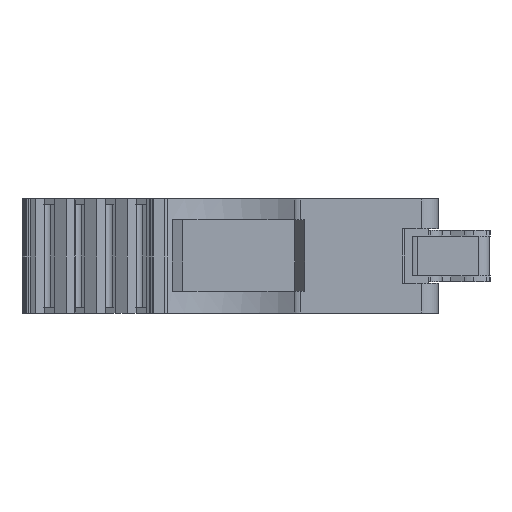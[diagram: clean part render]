
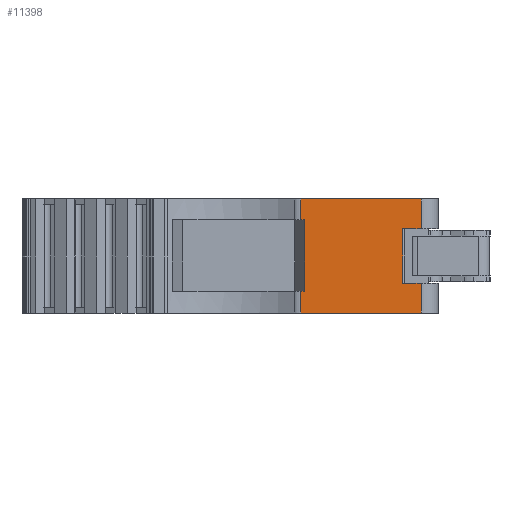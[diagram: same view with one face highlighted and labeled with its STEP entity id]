
A CAD part, left-side view. The second image highlights one B-rep face of the part: STEP entity #11398.
In plain terms, the highlighted planar face has unit normal (-1, 0, 0).
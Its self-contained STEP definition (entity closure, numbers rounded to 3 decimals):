
#138 = CARTESIAN_POINT ( 'NONE',  ( -21., 7.636, 10. ) ) ;
#329 = LINE ( 'NONE', #2270, #9851 ) ;
#398 = LINE ( 'NONE', #9086, #3297 ) ;
#1037 = LINE ( 'NONE', #6896, #10953 ) ;
#1044 = VECTOR ( 'NONE', #13030, 1000. ) ;
#1257 = VECTOR ( 'NONE', #14800, 1000. ) ;
#1261 = DIRECTION ( 'NONE',  ( 0., 0., 1. ) ) ;
#1324 = EDGE_CURVE ( 'NONE', #5789, #2362, #329, .T. ) ;
#1458 = ORIENTED_EDGE ( 'NONE', *, *, #16058, .F. ) ;
#1572 = DIRECTION ( 'NONE',  ( 0., 1., 0. ) ) ;
#1650 = CARTESIAN_POINT ( 'NONE',  ( -21., 7.636, 0. ) ) ;
#1732 = DIRECTION ( 'NONE',  ( 0., 0., -1. ) ) ;
#1877 = CARTESIAN_POINT ( 'NONE',  ( -21., 7.636, 5. ) ) ;
#2270 = CARTESIAN_POINT ( 'NONE',  ( -21., 7.288, 1.9 ) ) ;
#2362 = VERTEX_POINT ( 'NONE', #15732 ) ;
#2400 = VECTOR ( 'NONE', #1572, 1000. ) ;
#2405 = DIRECTION ( 'NONE',  ( 0., 1., 0. ) ) ;
#2774 = EDGE_CURVE ( 'NONE', #13946, #6323, #10857, .T. ) ;
#3176 = ORIENTED_EDGE ( 'NONE', *, *, #3654, .T. ) ;
#3297 = VECTOR ( 'NONE', #11345, 1000. ) ;
#3654 = EDGE_CURVE ( 'NONE', #12545, #12721, #9280, .T. ) ;
#3852 = LINE ( 'NONE', #12742, #7181 ) ;
#4628 = VECTOR ( 'NONE', #9534, 1000. ) ;
#4653 = CARTESIAN_POINT ( 'NONE',  ( -21., 7.636, 10. ) ) ;
#4897 = VECTOR ( 'NONE', #14367, 1000. ) ;
#4941 = ORIENTED_EDGE ( 'NONE', *, *, #7686, .F. ) ;
#5391 = CARTESIAN_POINT ( 'NONE',  ( -21., -2.938, 10. ) ) ;
#5419 = ORIENTED_EDGE ( 'NONE', *, *, #5796, .F. ) ;
#5699 = LINE ( 'NONE', #7925, #2400 ) ;
#5783 = CARTESIAN_POINT ( 'NONE',  ( -21., -2.938, 2.6 ) ) ;
#5789 = VERTEX_POINT ( 'NONE', #12030 ) ;
#5796 = EDGE_CURVE ( 'NONE', #5789, #14383, #14131, .T. ) ;
#6086 = EDGE_CURVE ( 'NONE', #15476, #6323, #10586, .T. ) ;
#6323 = VERTEX_POINT ( 'NONE', #4653 ) ;
#6362 = EDGE_CURVE ( 'NONE', #16023, #15476, #8225, .T. ) ;
#6405 = EDGE_CURVE ( 'NONE', #2362, #12545, #7837, .T. ) ;
#6455 = CARTESIAN_POINT ( 'NONE',  ( -21., -2.938, 5. ) ) ;
#6463 = DIRECTION ( 'NONE',  ( 0., -1., 0. ) ) ;
#6806 = PLANE ( 'NONE',  #12484 ) ;
#6896 = CARTESIAN_POINT ( 'NONE',  ( -21., -2.938, 5. ) ) ;
#7042 = CARTESIAN_POINT ( 'NONE',  ( -21., 7.288, 8.2 ) ) ;
#7106 = ORIENTED_EDGE ( 'NONE', *, *, #6405, .T. ) ;
#7181 = VECTOR ( 'NONE', #14386, 1000. ) ;
#7195 = EDGE_CURVE ( 'NONE', #16023, #11444, #398, .T. ) ;
#7423 = CARTESIAN_POINT ( 'NONE',  ( -21., -1.302, 2.6 ) ) ;
#7445 = VECTOR ( 'NONE', #9163, 1000. ) ;
#7503 = EDGE_LOOP ( 'NONE', ( #4941, #5419, #13211, #7106, #3176, #1458, #15343, #10463, #8735, #12205, #11452, #8222 ) ) ;
#7686 = EDGE_CURVE ( 'NONE', #14383, #13946, #5699, .T. ) ;
#7837 = LINE ( 'NONE', #11675, #7445 ) ;
#7925 = CARTESIAN_POINT ( 'NONE',  ( -21., 7.288, 8.2 ) ) ;
#8222 = ORIENTED_EDGE ( 'NONE', *, *, #2774, .F. ) ;
#8225 = LINE ( 'NONE', #6455, #4897 ) ;
#8735 = ORIENTED_EDGE ( 'NONE', *, *, #7195, .F. ) ;
#8859 = VECTOR ( 'NONE', #6463, 1000. ) ;
#9086 = CARTESIAN_POINT ( 'NONE',  ( -21., -1.302, 7.4 ) ) ;
#9158 = VERTEX_POINT ( 'NONE', #7423 ) ;
#9163 = DIRECTION ( 'NONE',  ( 0., 0., -1. ) ) ;
#9225 = CARTESIAN_POINT ( 'NONE',  ( -21., -2.938, 0. ) ) ;
#9280 = LINE ( 'NONE', #12869, #8859 ) ;
#9386 = VERTEX_POINT ( 'NONE', #5783 ) ;
#9534 = DIRECTION ( 'NONE',  ( 0., 0., 1. ) ) ;
#9682 = CARTESIAN_POINT ( 'NONE',  ( -21., 7.636, 8.1 ) ) ;
#9851 = VECTOR ( 'NONE', #12560, 1000. ) ;
#9974 = DIRECTION ( 'NONE',  ( 1., 0., 0. ) ) ;
#10463 = ORIENTED_EDGE ( 'NONE', *, *, #13845, .T. ) ;
#10586 = LINE ( 'NONE', #138, #1044 ) ;
#10857 = LINE ( 'NONE', #9682, #4628 ) ;
#10953 = VECTOR ( 'NONE', #1732, 1000. ) ;
#11345 = DIRECTION ( 'NONE',  ( 0., 1., 0. ) ) ;
#11398 = ADVANCED_FACE ( 'NONE', ( #13201 ), #6806, .F. ) ;
#11444 = VERTEX_POINT ( 'NONE', #11680 ) ;
#11452 = ORIENTED_EDGE ( 'NONE', *, *, #6086, .T. ) ;
#11675 = CARTESIAN_POINT ( 'NONE',  ( -21., 7.636, 5. ) ) ;
#11680 = CARTESIAN_POINT ( 'NONE',  ( -21., -1.302, 7.4 ) ) ;
#11724 = LINE ( 'NONE', #13544, #14276 ) ;
#12030 = CARTESIAN_POINT ( 'NONE',  ( -21., 7.288, 1.9 ) ) ;
#12205 = ORIENTED_EDGE ( 'NONE', *, *, #6362, .T. ) ;
#12484 = AXIS2_PLACEMENT_3D ( 'NONE', #1877, #9974, #2405 ) ;
#12545 = VERTEX_POINT ( 'NONE', #1650 ) ;
#12560 = DIRECTION ( 'NONE',  ( 0., 1., 0. ) ) ;
#12721 = VERTEX_POINT ( 'NONE', #9225 ) ;
#12742 = CARTESIAN_POINT ( 'NONE',  ( -21., -1.302, 2.6 ) ) ;
#12869 = CARTESIAN_POINT ( 'NONE',  ( -21., 7.636, 0. ) ) ;
#12975 = CARTESIAN_POINT ( 'NONE',  ( -21., 7.288, -10.723 ) ) ;
#13030 = DIRECTION ( 'NONE',  ( 0., 1., 0. ) ) ;
#13201 = FACE_OUTER_BOUND ( 'NONE', #7503, .T. ) ;
#13211 = ORIENTED_EDGE ( 'NONE', *, *, #1324, .T. ) ;
#13544 = CARTESIAN_POINT ( 'NONE',  ( -21., -1.302, 2.6 ) ) ;
#13845 = EDGE_CURVE ( 'NONE', #9158, #11444, #11724, .T. ) ;
#13946 = VERTEX_POINT ( 'NONE', #15666 ) ;
#14131 = LINE ( 'NONE', #12975, #1257 ) ;
#14276 = VECTOR ( 'NONE', #1261, 1000. ) ;
#14367 = DIRECTION ( 'NONE',  ( 0., 0., 1. ) ) ;
#14383 = VERTEX_POINT ( 'NONE', #7042 ) ;
#14386 = DIRECTION ( 'NONE',  ( 0., -1., 0. ) ) ;
#14800 = DIRECTION ( 'NONE',  ( 0., 0., 1. ) ) ;
#14913 = EDGE_CURVE ( 'NONE', #9158, #9386, #3852, .T. ) ;
#15007 = CARTESIAN_POINT ( 'NONE',  ( -21., -2.938, 7.4 ) ) ;
#15343 = ORIENTED_EDGE ( 'NONE', *, *, #14913, .F. ) ;
#15476 = VERTEX_POINT ( 'NONE', #5391 ) ;
#15666 = CARTESIAN_POINT ( 'NONE',  ( -21., 7.636, 8.2 ) ) ;
#15732 = CARTESIAN_POINT ( 'NONE',  ( -21., 7.636, 1.9 ) ) ;
#16023 = VERTEX_POINT ( 'NONE', #15007 ) ;
#16058 = EDGE_CURVE ( 'NONE', #9386, #12721, #1037, .T. ) ;
